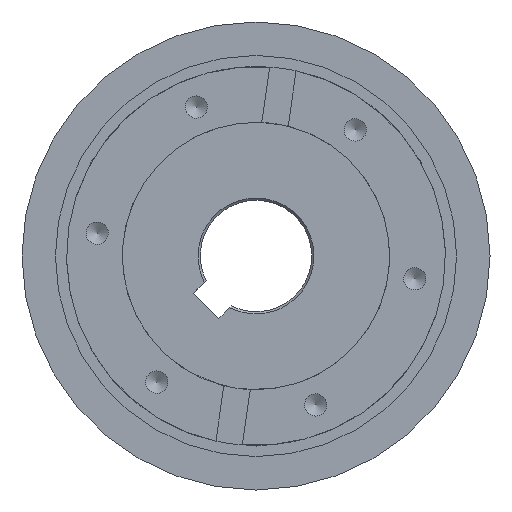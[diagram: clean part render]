
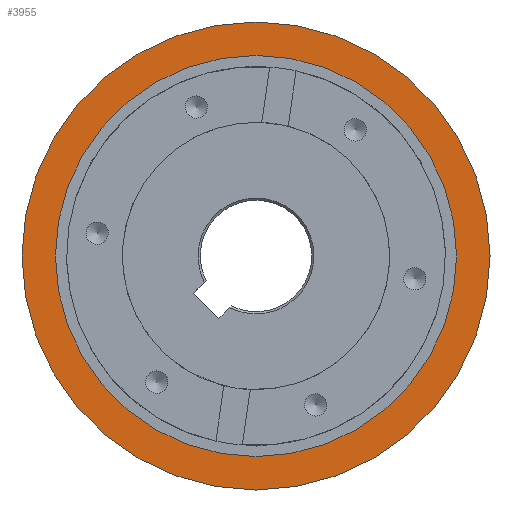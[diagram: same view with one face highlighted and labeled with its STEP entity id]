
A CAD part, left-side view. The second image highlights one B-rep face of the part: STEP entity #3955.
In plain terms, the highlighted planar face has unit normal (-1, 0, 0).
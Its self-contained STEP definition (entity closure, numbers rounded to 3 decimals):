
#567 = DIRECTION ( 'NONE',  ( 1., 0., 0. ) ) ;
#942 = VERTEX_POINT ( 'NONE', #989 ) ;
#989 = CARTESIAN_POINT ( 'NONE',  ( -4.81, -38.16, 103.5 ) ) ;
#1034 = AXIS2_PLACEMENT_3D ( 'NONE', #7344, #3644, #3714 ) ;
#1091 = EDGE_CURVE ( 'NONE', #942, #942, #6667, .T. ) ;
#2041 = VERTEX_POINT ( 'NONE', #5282 ) ;
#2208 = CARTESIAN_POINT ( 'NONE',  ( -4.81, 0., 0. ) ) ;
#2658 = ORIENTED_EDGE ( 'NONE', *, *, #5673, .F. ) ;
#2853 = DIRECTION ( 'NONE',  ( 1., 0., 0. ) ) ;
#2919 = CIRCLE ( 'NONE', #7302, 52.5 ) ;
#2931 = AXIS2_PLACEMENT_3D ( 'NONE', #2208, #2853, #7012 ) ;
#3644 = DIRECTION ( 'NONE',  ( 1., 0., 0. ) ) ;
#3714 = DIRECTION ( 'NONE',  ( 0., -1., 0. ) ) ;
#3955 = ADVANCED_FACE ( 'NONE', ( #5305, #5394 ), #5193, .F. ) ;
#4128 = CARTESIAN_POINT ( 'NONE',  ( -4.81, 6.84, 103.5 ) ) ;
#4736 = DIRECTION ( 'NONE',  ( 0., 0., -1. ) ) ;
#5193 = PLANE ( 'NONE',  #2931 ) ;
#5282 = CARTESIAN_POINT ( 'NONE',  ( -4.81, 6.84, 51. ) ) ;
#5305 = FACE_OUTER_BOUND ( 'NONE', #6937, .T. ) ;
#5394 = FACE_BOUND ( 'NONE', #6650, .T. ) ;
#5673 = EDGE_CURVE ( 'NONE', #2041, #2041, #2919, .T. ) ;
#6380 = ORIENTED_EDGE ( 'NONE', *, *, #1091, .T. ) ;
#6650 = EDGE_LOOP ( 'NONE', ( #6380 ) ) ;
#6667 = CIRCLE ( 'NONE', #1034, 45. ) ;
#6937 = EDGE_LOOP ( 'NONE', ( #2658 ) ) ;
#7012 = DIRECTION ( 'NONE',  ( 0., 0., -1. ) ) ;
#7302 = AXIS2_PLACEMENT_3D ( 'NONE', #4128, #567, #4736 ) ;
#7344 = CARTESIAN_POINT ( 'NONE',  ( -4.81, 6.84, 103.5 ) ) ;
